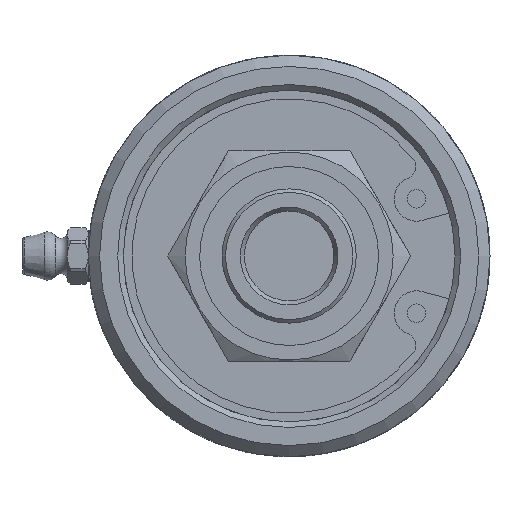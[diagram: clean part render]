
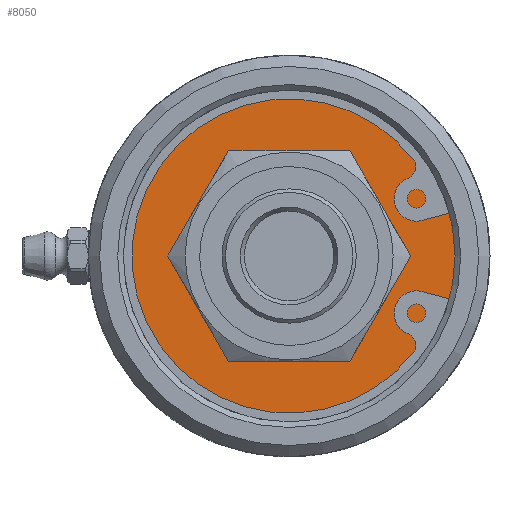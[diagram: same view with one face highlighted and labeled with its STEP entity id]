
A CAD part, left-side view. The second image highlights one B-rep face of the part: STEP entity #8050.
In plain terms, the highlighted planar face has unit normal (-1, 0, 0).
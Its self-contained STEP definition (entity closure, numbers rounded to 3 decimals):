
#634=PLANE('',#8691);
#692=FACE_BOUND('',#1579,.T.);
#1081=FACE_OUTER_BOUND('',#1578,.T.);
#1578=EDGE_LOOP('',(#7313,#7314));
#1579=EDGE_LOOP('',(#7315,#7316));
#2928=CIRCLE('',#8288,13.9);
#2929=CIRCLE('',#8289,13.9);
#3135=CIRCLE('',#8689,25.375);
#3136=CIRCLE('',#8690,25.375);
#3478=VERTEX_POINT('',#12498);
#3479=VERTEX_POINT('',#12499);
#3925=VERTEX_POINT('',#19079);
#3926=VERTEX_POINT('',#19081);
#4301=EDGE_CURVE('',#3478,#3479,#2928,.T.);
#4302=EDGE_CURVE('',#3479,#3478,#2929,.T.);
#5069=EDGE_CURVE('',#3925,#3926,#3135,.T.);
#5070=EDGE_CURVE('',#3926,#3925,#3136,.T.);
#7313=ORIENTED_EDGE('',*,*,#5070,.F.);
#7314=ORIENTED_EDGE('',*,*,#5069,.F.);
#7315=ORIENTED_EDGE('',*,*,#4301,.T.);
#7316=ORIENTED_EDGE('',*,*,#4302,.T.);
#8050=ADVANCED_FACE('',(#1081,#692),#634,.F.);
#8288=AXIS2_PLACEMENT_3D('',#12500,#9143,#9144);
#8289=AXIS2_PLACEMENT_3D('',#12501,#9145,#9146);
#8689=AXIS2_PLACEMENT_3D('',#19082,#10277,#10278);
#8690=AXIS2_PLACEMENT_3D('',#19083,#10279,#10280);
#8691=AXIS2_PLACEMENT_3D('',#19084,#10281,#10282);
#9143=DIRECTION('center_axis',(1.,0.,0.));
#9144=DIRECTION('ref_axis',(0.,0.,-1.));
#9145=DIRECTION('center_axis',(1.,0.,0.));
#9146=DIRECTION('ref_axis',(0.,0.,-1.));
#10277=DIRECTION('center_axis',(1.,0.,0.));
#10278=DIRECTION('ref_axis',(0.,1.,0.));
#10279=DIRECTION('center_axis',(1.,0.,0.));
#10280=DIRECTION('ref_axis',(0.,1.,0.));
#10281=DIRECTION('center_axis',(1.,0.,0.));
#10282=DIRECTION('ref_axis',(0.,0.,-1.));
#12498=CARTESIAN_POINT('',(5.217,0.,-13.9));
#12499=CARTESIAN_POINT('',(5.217,0.,13.9));
#12500=CARTESIAN_POINT('Origin',(5.217,0.,
0.));
#12501=CARTESIAN_POINT('Origin',(5.217,0.,
0.));
#19079=CARTESIAN_POINT('',(5.217,-25.375,0.));
#19081=CARTESIAN_POINT('',(5.217,25.375,0.));
#19082=CARTESIAN_POINT('Origin',(5.217,0.,0.));
#19083=CARTESIAN_POINT('Origin',(5.217,0.,0.));
#19084=CARTESIAN_POINT('Origin',(5.217,18.938,0.));
